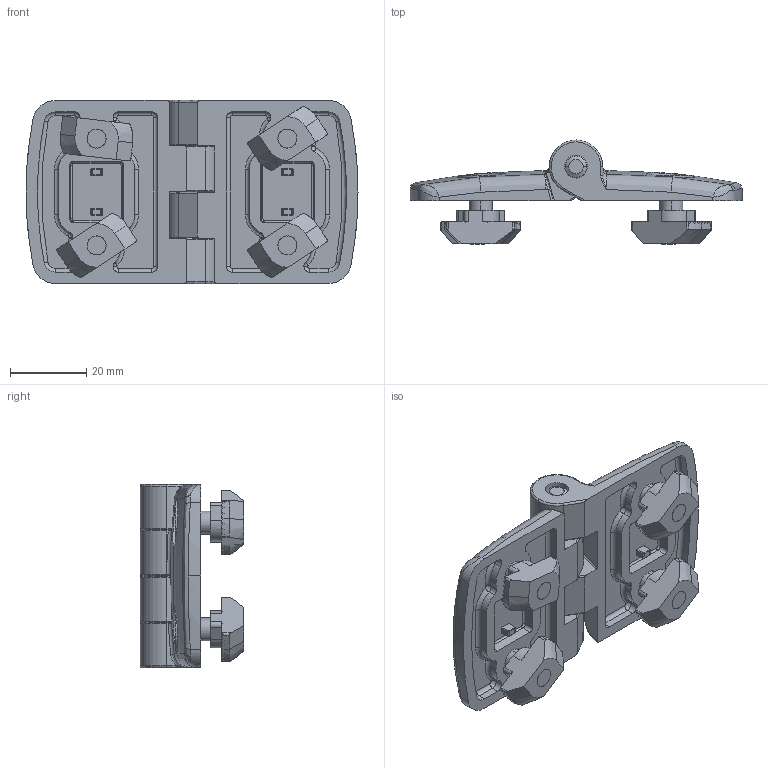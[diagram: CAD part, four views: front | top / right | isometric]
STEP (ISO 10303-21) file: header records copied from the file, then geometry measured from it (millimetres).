
FILE_DESCRIPTION (( 'STEP AP214' ), '1' );
FILE_NAME ('095A4545FS20S01.STEP', '2023-03-07T10:25:12', ( '' ), ( '' ), 'SwSTEP 2.0', 'SolidWorks 2022', '' );
FILE_SCHEMA (( 'AUTOMOTIVE_DESIGN' ));
Length unit declared in the file: millimetre
Products named in the file (6): 340me383; 096h10430_096 h 10 6 30; 095a40f_095A45FS20; Countersunk head screw ISO 10642 - M6x18_PreviewCfg; 095A4545FS20S01; 095K.02E_095A.02E
Assembly tree (15 placements, depth 2):
  095A4545FS20S01
    095K.02E_095A.02E
    340me383  x4
    095a40f_095A45FS20  x2
    096h10430_096 h 10 6 30  x4
    Countersunk head screw ISO 10642 - M6x18_PreviewCfg  x4
Bounding box: 87 x 27.18 x 48 mm (x, y, z)
Volume: 30035 mm3; surface area: 22531 mm2
Topology: 15 solids, 15 shells, 1099 faces, 2792 edges, 1715 vertices
Faces by surface type: plane 452, cylinder 367, torus 110, cone 108, bspline 62
Entity records: 17628 total; most frequent: CARTESIAN_POINT 4789, ORIENTED_EDGE 2680, DIRECTION 2640, EDGE_CURVE 1340, AXIS2_PLACEMENT_3D 1015, VERTEX_POINT 823, LINE 610, VECTOR 610
